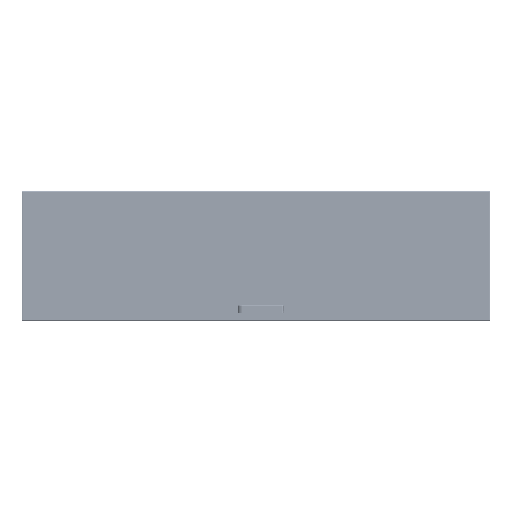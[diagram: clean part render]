
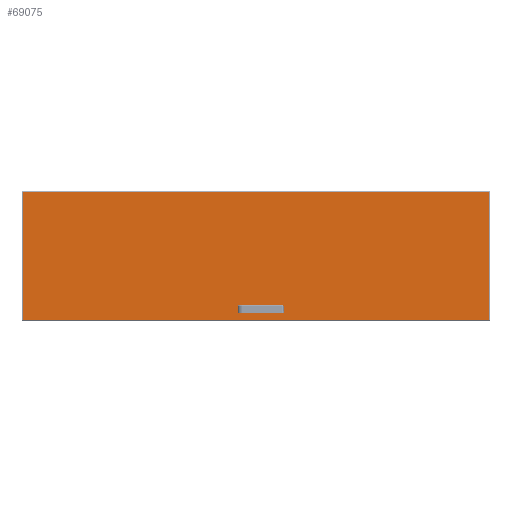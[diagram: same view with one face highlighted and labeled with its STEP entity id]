
A CAD part, top view. The second image highlights one B-rep face of the part: STEP entity #69075.
In plain terms, the highlighted planar face has unit normal (0, 0, 1).
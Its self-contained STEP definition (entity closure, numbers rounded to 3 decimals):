
#866 = DIRECTION ( 'NONE',  ( -1., 0., 0. ) ) ;
#867 = DIRECTION ( 'NONE',  ( 0., 0., 1. ) ) ;
#870 = CARTESIAN_POINT ( 'NONE',  ( 54.3, -222.5, 2. ) ) ;
#2228 = AXIS2_PLACEMENT_3D ( 'NONE', #29281, #29260, #29257 ) ;
#6461 = FACE_OUTER_BOUND ( 'NONE', #32405, .T. ) ;
#6463 = FACE_BOUND ( 'NONE', #32437, .T. ) ;
#9278 = AXIS2_PLACEMENT_3D ( 'NONE', #870, #867, #866 ) ;
#9288 = AXIS2_PLACEMENT_3D ( 'NONE', #87439, #87392, #87389 ) ;
#9290 = AXIS2_PLACEMENT_3D ( 'NONE', #87376, #87351, #87349 ) ;
#9291 = AXIS2_PLACEMENT_3D ( 'NONE', #87342, #87336, #87331 ) ;
#9293 = AXIS2_PLACEMENT_3D ( 'NONE', #87451, #87434, #87432 ) ;
#9295 = AXIS2_PLACEMENT_3D ( 'NONE', #87502, #87477, #87474 ) ;
#9399 = AXIS2_PLACEMENT_3D ( 'NONE', #87535, #87530, #87529 ) ;
#16929 = CARTESIAN_POINT ( 'NONE',  ( 54.3, -218., 2. ) ) ;
#17424 = CARTESIAN_POINT ( 'NONE',  ( 58.8, -222.5, 2. ) ) ;
#18637 = VECTOR ( 'NONE', #87235, 1000. ) ;
#18640 = LINE ( 'NONE', #87242, #18637 ) ;
#18644 = LINE ( 'NONE', #87249, #18647 ) ;
#18645 = VECTOR ( 'NONE', #87265, 1000. ) ;
#18647 = VECTOR ( 'NONE', #87248, 1000. ) ;
#18648 = LINE ( 'NONE', #87271, #18645 ) ;
#18649 = VECTOR ( 'NONE', #87281, 1000. ) ;
#18652 = LINE ( 'NONE', #87307, #18649 ) ;
#18654 = LINE ( 'NONE', #87297, #18656 ) ;
#18656 = VECTOR ( 'NONE', #87294, 1000. ) ;
#18657 = VECTOR ( 'NONE', #87310, 1000. ) ;
#18658 = CIRCLE ( 'NONE', #9291, 4.5 ) ;
#18662 = CIRCLE ( 'NONE', #9290, 12.5 ) ;
#18665 = LINE ( 'NONE', #87317, #18657 ) ;
#18668 = VECTOR ( 'NONE', #87368, 1000. ) ;
#18669 = LINE ( 'NONE', #87370, #18668 ) ;
#18670 = CIRCLE ( 'NONE', #9288, 12.5 ) ;
#18674 = VECTOR ( 'NONE', #87413, 1000. ) ;
#18675 = LINE ( 'NONE', #87418, #18674 ) ;
#18676 = CIRCLE ( 'NONE', #9293, 12.5 ) ;
#18681 = VECTOR ( 'NONE', #87454, 1000. ) ;
#18682 = LINE ( 'NONE', #87456, #18681 ) ;
#18683 = CIRCLE ( 'NONE', #9295, 4.5 ) ;
#18691 = VECTOR ( 'NONE', #87512, 1000. ) ;
#18692 = LINE ( 'NONE', #87517, #18691 ) ;
#18693 = CIRCLE ( 'NONE', #9399, 12.5 ) ;
#19703 = CARTESIAN_POINT ( 'NONE',  ( -37.662, -227., 2. ) ) ;
#19876 = CARTESIAN_POINT ( 'NONE',  ( -14.338, -218., 2. ) ) ;
#20039 = CARTESIAN_POINT ( 'NONE',  ( -37.662, -218., 2. ) ) ;
#20129 = CARTESIAN_POINT ( 'NONE',  ( -973.9, 267.9, 2. ) ) ;
#20550 = CARTESIAN_POINT ( 'NONE',  ( 54.3, -227., 2. ) ) ;
#20614 = CARTESIAN_POINT ( 'NONE',  ( -54.3, -218., 2. ) ) ;
#20736 = CARTESIAN_POINT ( 'NONE',  ( 973.9, 267.9, 2. ) ) ;
#20768 = CARTESIAN_POINT ( 'NONE',  ( 973.9, -267.9, 2. ) ) ;
#21044 = CARTESIAN_POINT ( 'NONE',  ( 37.662, -227., 2. ) ) ;
#21079 = CARTESIAN_POINT ( 'NONE',  ( 37.662, -218., 2. ) ) ;
#21099 = CARTESIAN_POINT ( 'NONE',  ( -54.3, -227., 2. ) ) ;
#21176 = CARTESIAN_POINT ( 'NONE',  ( 14.338, -227., 2. ) ) ;
#21285 = CARTESIAN_POINT ( 'NONE',  ( -14.338, -227., 2. ) ) ;
#21378 = CARTESIAN_POINT ( 'NONE',  ( 14.338, -218., 2. ) ) ;
#22144 = CARTESIAN_POINT ( 'NONE',  ( -973.9, -267.9, 2. ) ) ;
#25946 = CIRCLE ( 'NONE', #9278, 4.5 ) ;
#29257 = DIRECTION ( 'NONE',  ( 1., 0., 0. ) ) ;
#29260 = DIRECTION ( 'NONE',  ( 0., 0., 1. ) ) ;
#29281 = CARTESIAN_POINT ( 'NONE',  ( -974., -268., 2. ) ) ;
#29294 = PLANE ( 'NONE',  #2228 ) ;
#32405 = EDGE_LOOP ( 'NONE', ( #74666, #74667, #74668, #74669 ) ) ;
#32437 = EDGE_LOOP ( 'NONE', ( #74650, #74651, #74652, #74653, #74654, #74657, #74658, #74659, #74660, #74661, #74662, #74664, #74665 ) ) ;
#52932 = EDGE_CURVE ( 'NONE', #73639, #73668, #25946, .T. ) ;
#53091 = EDGE_CURVE ( 'NONE', #73310, #73307, #18693, .T. ) ;
#53093 = EDGE_CURVE ( 'NONE', #73459, #73310, #18692, .T. ) ;
#53097 = EDGE_CURVE ( 'NONE', #73361, #73480, #18683, .T. ) ;
#53099 = EDGE_CURVE ( 'NONE', #73480, #73315, #18682, .T. ) ;
#53101 = EDGE_CURVE ( 'NONE', #73315, #73345, #18676, .T. ) ;
#53103 = EDGE_CURVE ( 'NONE', #73307, #73361, #18675, .T. ) ;
#53107 = EDGE_CURVE ( 'NONE', #73481, #73459, #18670, .T. ) ;
#53109 = EDGE_CURVE ( 'NONE', #73668, #73481, #18669, .T. ) ;
#53113 = EDGE_CURVE ( 'NONE', #73474, #73485, #18662, .T. ) ;
#53117 = EDGE_CURVE ( 'NONE', #73363, #73639, #18658, .T. ) ;
#53121 = EDGE_CURVE ( 'NONE', #73345, #73474, #18665, .T. ) ;
#53126 = EDGE_CURVE ( 'NONE', #73485, #73363, #18654, .T. ) ;
#53129 = EDGE_CURVE ( 'NONE', #73401, #73515, #18652, .T. ) ;
#53133 = EDGE_CURVE ( 'NONE', #73141, #73401, #18648, .T. ) ;
#53138 = EDGE_CURVE ( 'NONE', #73517, #73141, #18644, .T. ) ;
#53142 = EDGE_CURVE ( 'NONE', #73515, #73517, #18640, .T. ) ;
#69075 = ADVANCED_FACE ( 'NONE', ( #6463, #6461 ), #29294, .T. ) ;
#73141 = VERTEX_POINT ( 'NONE', #20129 ) ;
#73307 = VERTEX_POINT ( 'NONE', #20039 ) ;
#73310 = VERTEX_POINT ( 'NONE', #19876 ) ;
#73315 = VERTEX_POINT ( 'NONE', #19703 ) ;
#73345 = VERTEX_POINT ( 'NONE', #21285 ) ;
#73361 = VERTEX_POINT ( 'NONE', #20614 ) ;
#73363 = VERTEX_POINT ( 'NONE', #20550 ) ;
#73401 = VERTEX_POINT ( 'NONE', #22144 ) ;
#73459 = VERTEX_POINT ( 'NONE', #21378 ) ;
#73474 = VERTEX_POINT ( 'NONE', #21176 ) ;
#73480 = VERTEX_POINT ( 'NONE', #21099 ) ;
#73481 = VERTEX_POINT ( 'NONE', #21079 ) ;
#73485 = VERTEX_POINT ( 'NONE', #21044 ) ;
#73515 = VERTEX_POINT ( 'NONE', #20768 ) ;
#73517 = VERTEX_POINT ( 'NONE', #20736 ) ;
#73639 = VERTEX_POINT ( 'NONE', #17424 ) ;
#73668 = VERTEX_POINT ( 'NONE', #16929 ) ;
#74650 = ORIENTED_EDGE ( 'NONE', *, *, #53101, .F. ) ;
#74651 = ORIENTED_EDGE ( 'NONE', *, *, #53099, .F. ) ;
#74652 = ORIENTED_EDGE ( 'NONE', *, *, #53097, .F. ) ;
#74653 = ORIENTED_EDGE ( 'NONE', *, *, #53103, .F. ) ;
#74654 = ORIENTED_EDGE ( 'NONE', *, *, #53091, .F. ) ;
#74657 = ORIENTED_EDGE ( 'NONE', *, *, #53093, .F. ) ;
#74658 = ORIENTED_EDGE ( 'NONE', *, *, #53107, .F. ) ;
#74659 = ORIENTED_EDGE ( 'NONE', *, *, #53109, .F. ) ;
#74660 = ORIENTED_EDGE ( 'NONE', *, *, #52932, .F. ) ;
#74661 = ORIENTED_EDGE ( 'NONE', *, *, #53117, .F. ) ;
#74662 = ORIENTED_EDGE ( 'NONE', *, *, #53126, .F. ) ;
#74664 = ORIENTED_EDGE ( 'NONE', *, *, #53113, .F. ) ;
#74665 = ORIENTED_EDGE ( 'NONE', *, *, #53121, .F. ) ;
#74666 = ORIENTED_EDGE ( 'NONE', *, *, #53133, .T. ) ;
#74667 = ORIENTED_EDGE ( 'NONE', *, *, #53129, .T. ) ;
#74668 = ORIENTED_EDGE ( 'NONE', *, *, #53142, .T. ) ;
#74669 = ORIENTED_EDGE ( 'NONE', *, *, #53138, .T. ) ;
#87235 = DIRECTION ( 'NONE',  ( 0., 1., 0. ) ) ;
#87242 = CARTESIAN_POINT ( 'NONE',  ( 973.9, -268., 2. ) ) ;
#87248 = DIRECTION ( 'NONE',  ( -1., 0., 0. ) ) ;
#87249 = CARTESIAN_POINT ( 'NONE',  ( 973.9, 267.9, 2. ) ) ;
#87265 = DIRECTION ( 'NONE',  ( 0., -1., 0. ) ) ;
#87271 = CARTESIAN_POINT ( 'NONE',  ( -973.9, 268., 2. ) ) ;
#87281 = DIRECTION ( 'NONE',  ( 1., 0., 0. ) ) ;
#87294 = DIRECTION ( 'NONE',  ( 1., 0., 0. ) ) ;
#87297 = CARTESIAN_POINT ( 'NONE',  ( 37.662, -227., 2. ) ) ;
#87307 = CARTESIAN_POINT ( 'NONE',  ( -973.9, -267.9, 2. ) ) ;
#87310 = DIRECTION ( 'NONE',  ( 1., 0., 0. ) ) ;
#87317 = CARTESIAN_POINT ( 'NONE',  ( -14.338, -227., 2. ) ) ;
#87331 = DIRECTION ( 'NONE',  ( -1., 0., 0. ) ) ;
#87336 = DIRECTION ( 'NONE',  ( 0., 0., 1. ) ) ;
#87342 = CARTESIAN_POINT ( 'NONE',  ( 54.3, -222.5, 2. ) ) ;
#87349 = DIRECTION ( 'NONE',  ( -1., 0., 0. ) ) ;
#87351 = DIRECTION ( 'NONE',  ( 0., 0., 1. ) ) ;
#87368 = DIRECTION ( 'NONE',  ( -1., 0., 0. ) ) ;
#87370 = CARTESIAN_POINT ( 'NONE',  ( 37.662, -218., 2. ) ) ;
#87376 = CARTESIAN_POINT ( 'NONE',  ( 26., -222.5, 2. ) ) ;
#87389 = DIRECTION ( 'NONE',  ( -1., 0., 0. ) ) ;
#87392 = DIRECTION ( 'NONE',  ( 0., 0., 1. ) ) ;
#87413 = DIRECTION ( 'NONE',  ( -1., 0., 0. ) ) ;
#87418 = CARTESIAN_POINT ( 'NONE',  ( -37.662, -218., 2. ) ) ;
#87432 = DIRECTION ( 'NONE',  ( 1., 0., 0. ) ) ;
#87434 = DIRECTION ( 'NONE',  ( 0., 0., 1. ) ) ;
#87439 = CARTESIAN_POINT ( 'NONE',  ( 26., -222.5, 2. ) ) ;
#87451 = CARTESIAN_POINT ( 'NONE',  ( -26., -222.5, 2. ) ) ;
#87454 = DIRECTION ( 'NONE',  ( 1., 0., 0. ) ) ;
#87456 = CARTESIAN_POINT ( 'NONE',  ( -37.662, -227., 2. ) ) ;
#87474 = DIRECTION ( 'NONE',  ( 1., 0., 0. ) ) ;
#87477 = DIRECTION ( 'NONE',  ( 0., 0., 1. ) ) ;
#87502 = CARTESIAN_POINT ( 'NONE',  ( -54.3, -222.5, 2. ) ) ;
#87512 = DIRECTION ( 'NONE',  ( -1., 0., 0. ) ) ;
#87517 = CARTESIAN_POINT ( 'NONE',  ( -14.338, -218., 2. ) ) ;
#87529 = DIRECTION ( 'NONE',  ( 1., 0., 0. ) ) ;
#87530 = DIRECTION ( 'NONE',  ( 0., 0., 1. ) ) ;
#87535 = CARTESIAN_POINT ( 'NONE',  ( -26., -222.5, 2. ) ) ;
